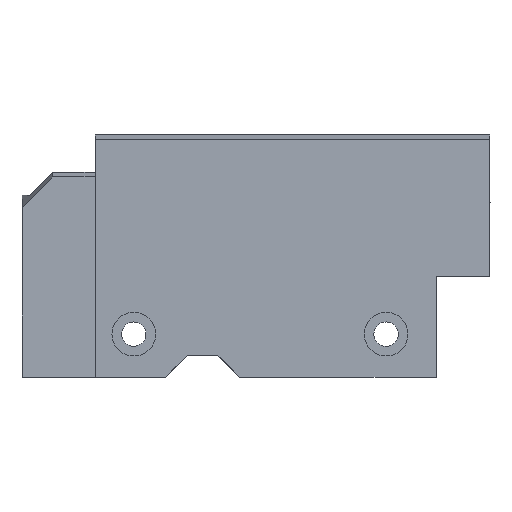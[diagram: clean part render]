
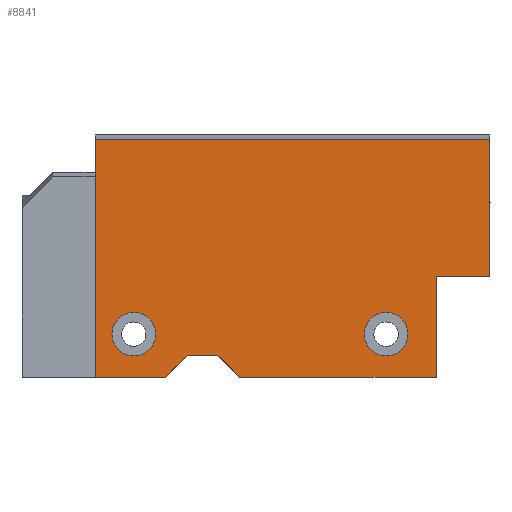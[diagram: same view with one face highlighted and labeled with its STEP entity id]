
A CAD part, left-side view. The second image highlights one B-rep face of the part: STEP entity #8841.
In plain terms, the highlighted planar face has unit normal (-1, 0, 0).
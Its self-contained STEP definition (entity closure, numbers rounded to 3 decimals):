
#851=FACE_BOUND('',#1801,.T.);
#852=FACE_BOUND('',#1802,.T.);
#1021=PLANE('',#9556);
#1271=FACE_OUTER_BOUND('',#1800,.T.);
#1800=EDGE_LOOP('',(#6954,#6955,#6956,#6957,#6958,#6959,#6960,#6961,#6962,
#6963));
#1801=EDGE_LOOP('',(#6964));
#1802=EDGE_LOOP('',(#6965));
#2282=LINE('',#13568,#2799);
#2442=LINE('',#14302,#2959);
#2444=LINE('',#14306,#2961);
#2449=LINE('',#14315,#2966);
#2451=LINE('',#14319,#2968);
#2453=LINE('',#14323,#2970);
#2456=LINE('',#14329,#2973);
#2466=LINE('',#14422,#2983);
#2479=LINE('',#14449,#2996);
#2480=LINE('',#14451,#2997);
#2799=VECTOR('',#10541,10.);
#2959=VECTOR('',#11051,10.);
#2961=VECTOR('',#11055,10.);
#2966=VECTOR('',#11062,10.);
#2968=VECTOR('',#11066,10.);
#2970=VECTOR('',#11070,10.);
#2973=VECTOR('',#11075,10.);
#2983=VECTOR('',#11107,10.);
#2996=VECTOR('',#11140,10.);
#2997=VECTOR('',#11143,10.);
#3244=CIRCLE('',#9526,3.05);
#3245=CIRCLE('',#9528,3.05);
#3677=VERTEX_POINT('',#13565);
#3678=VERTEX_POINT('',#13567);
#3841=VERTEX_POINT('',#14291);
#3842=VERTEX_POINT('',#14295);
#3843=VERTEX_POINT('',#14299);
#3844=VERTEX_POINT('',#14301);
#3845=VERTEX_POINT('',#14305);
#3847=VERTEX_POINT('',#14311);
#3849=VERTEX_POINT('',#14318);
#3850=VERTEX_POINT('',#14322);
#3852=VERTEX_POINT('',#14328);
#3864=VERTEX_POINT('',#14421);
#4686=EDGE_CURVE('',#3678,#3677,#2282,.T.);
#4937=EDGE_CURVE('',#3841,#3841,#3244,.T.);
#4939=EDGE_CURVE('',#3842,#3842,#3245,.T.);
#4941=EDGE_CURVE('',#3844,#3843,#2442,.F.);
#4943=EDGE_CURVE('',#3845,#3844,#2444,.T.);
#4948=EDGE_CURVE('',#3847,#3845,#2449,.T.);
#4950=EDGE_CURVE('',#3849,#3847,#2451,.T.);
#4952=EDGE_CURVE('',#3850,#3849,#2453,.T.);
#4955=EDGE_CURVE('',#3852,#3850,#2456,.T.);
#4974=EDGE_CURVE('',#3864,#3852,#2466,.T.);
#4989=EDGE_CURVE('',#3843,#3678,#2479,.F.);
#4990=EDGE_CURVE('',#3677,#3864,#2480,.T.);
#6954=ORIENTED_EDGE('',*,*,#4990,.T.);
#6955=ORIENTED_EDGE('',*,*,#4974,.T.);
#6956=ORIENTED_EDGE('',*,*,#4955,.T.);
#6957=ORIENTED_EDGE('',*,*,#4952,.T.);
#6958=ORIENTED_EDGE('',*,*,#4950,.T.);
#6959=ORIENTED_EDGE('',*,*,#4948,.T.);
#6960=ORIENTED_EDGE('',*,*,#4943,.T.);
#6961=ORIENTED_EDGE('',*,*,#4941,.T.);
#6962=ORIENTED_EDGE('',*,*,#4989,.T.);
#6963=ORIENTED_EDGE('',*,*,#4686,.T.);
#6964=ORIENTED_EDGE('',*,*,#4939,.F.);
#6965=ORIENTED_EDGE('',*,*,#4937,.F.);
#8841=ADVANCED_FACE('',(#1271,#851,#852),#1021,.T.);
#9526=AXIS2_PLACEMENT_3D('',#14293,#11041,#11042);
#9528=AXIS2_PLACEMENT_3D('',#14297,#11046,#11047);
#9556=AXIS2_PLACEMENT_3D('',#14450,#11141,#11142);
#10541=DIRECTION('',(0.,0.,-1.));
#11041=DIRECTION('center_axis',(-1.,0.,0.));
#11042=DIRECTION('ref_axis',(0.,0.,
-1.));
#11046=DIRECTION('center_axis',(-1.,0.,0.));
#11047=DIRECTION('ref_axis',(0.,0.,
-1.));
#11051=DIRECTION('',(0.,0.,-1.));
#11055=DIRECTION('',(0.,1.,0.));
#11062=DIRECTION('',(0.,0.,1.));
#11066=DIRECTION('',(0.,-0.707,0.707));
#11070=DIRECTION('',(0.,0.,1.));
#11075=DIRECTION('',(0.,0.707,0.707));
#11107=DIRECTION('',(0.,0.,1.));
#11140=DIRECTION('',(0.,-1.,0.));
#11141=DIRECTION('center_axis',(-1.,0.,0.));
#11142=DIRECTION('ref_axis',(0.,0.,
1.));
#11143=DIRECTION('',(0.,-1.,0.));
#13565=CARTESIAN_POINT('',(-29.868,36.24,-42.074));
#13567=CARTESIAN_POINT('',(-29.868,36.24,13.026));
#13568=CARTESIAN_POINT('',(-29.868,36.24,-14.423));
#14291=CARTESIAN_POINT('',(-29.868,9.101,-33.624));
#14293=CARTESIAN_POINT('Origin',(-29.868,9.101,-36.674));
#14295=CARTESIAN_POINT('',(-29.868,9.101,1.576));
#14297=CARTESIAN_POINT('Origin',(-29.868,9.101,-1.474));
#14299=CARTESIAN_POINT('',(-29.868,17.101,13.026));
#14301=CARTESIAN_POINT('',(-29.868,17.101,5.526));
#14302=CARTESIAN_POINT('',(-29.868,17.101,-5.501));
#14305=CARTESIAN_POINT('',(-29.868,3.101,5.526));
#14306=CARTESIAN_POINT('',(-29.868,14.953,5.526));
#14311=CARTESIAN_POINT('',(-29.868,3.101,-21.933));
#14315=CARTESIAN_POINT('',(-29.868,3.101,-19.374));
#14318=CARTESIAN_POINT('',(-29.868,6.101,-24.933));
#14319=CARTESIAN_POINT('',(-29.868,6.16,-24.992));
#14322=CARTESIAN_POINT('',(-29.868,6.101,-29.216));
#14323=CARTESIAN_POINT('',(-29.868,6.101,-21.223));
#14328=CARTESIAN_POINT('',(-29.868,3.101,-32.216));
#14329=CARTESIAN_POINT('',(-29.868,12.535,-22.782));
#14421=CARTESIAN_POINT('',(-29.868,3.101,-42.074));
#14422=CARTESIAN_POINT('',(-29.868,3.101,-19.374));
#14449=CARTESIAN_POINT('',(-29.868,19.903,13.026));
#14450=CARTESIAN_POINT('Origin',(-29.868,19.804,-14.323));
#14451=CARTESIAN_POINT('',(-29.868,27.402,-42.074));
